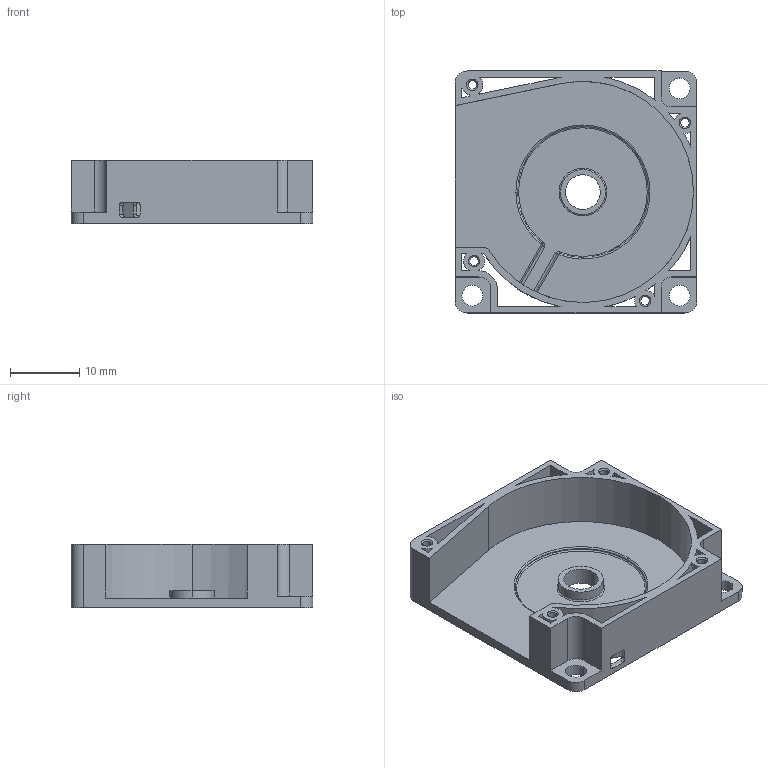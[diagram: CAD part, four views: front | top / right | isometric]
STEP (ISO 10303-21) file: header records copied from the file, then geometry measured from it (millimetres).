
FILE_DESCRIPTION (( 'STEP AP203' ), '1' );
FILE_NAME ('UnitedPro_B3510_body_light_v0_9a.STEP', '2019-09-11T17:15:09', ( '' ), ( '' ), 'SwSTEP 2.0', 'NoobCAD', '' );
FILE_SCHEMA (( 'CONFIG_CONTROL_DESIGN' ));
Length unit declared in the file: millimetre
Products named in the file (1): UnitedPro_B3510_body_light_v0_9a
Bounding box: 35 x 35 x 9.2 mm (x, y, z)
Volume: 2903.5 mm3; surface area: 5518.5 mm2
Topology: 1 solids, 1 shells, 138 faces, 385 edges, 247 vertices
Faces by surface type: cylinder 61, plane 46, bspline 12, torus 8, cone 8, sphere 3
Entity records: 4764 total; most frequent: CARTESIAN_POINT 1043, ORIENTED_EDGE 766, DIRECTION 765, EDGE_CURVE 383, AXIS2_PLACEMENT_3D 281, VERTEX_POINT 247, LINE 203, VECTOR 203
